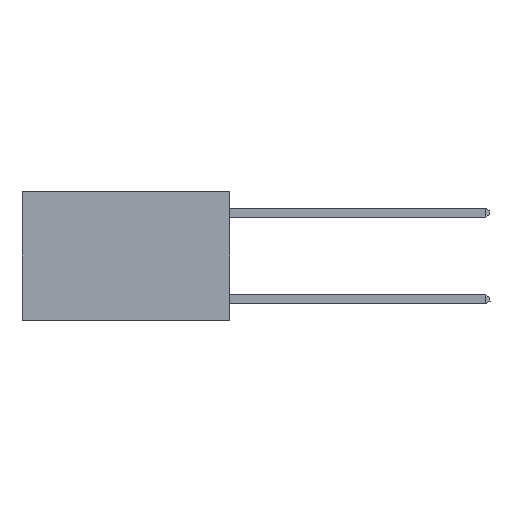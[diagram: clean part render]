
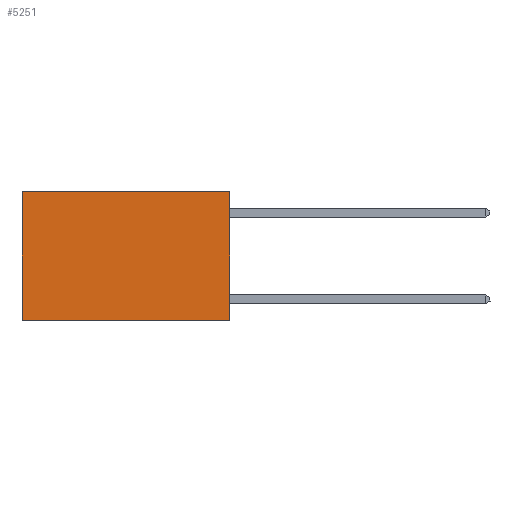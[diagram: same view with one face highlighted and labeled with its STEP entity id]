
A CAD part, left-side view. The second image highlights one B-rep face of the part: STEP entity #5251.
In plain terms, the highlighted planar face has unit normal (-1, 0, 0).
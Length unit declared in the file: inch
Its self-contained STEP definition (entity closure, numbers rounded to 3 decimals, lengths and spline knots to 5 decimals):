
#597 = VECTOR ( 'NONE', #3165, 39.37008 ) ;
#732 = CARTESIAN_POINT ( 'NONE',  ( 0.2625, 0., 0. ) ) ;
#762 = CARTESIAN_POINT ( 'NONE',  ( 0.2625, 0.6, 0. ) ) ;
#839 = LINE ( 'NONE', #3133, #597 ) ;
#869 = ORIENTED_EDGE ( 'NONE', *, *, #6987, .F. ) ;
#1091 = CARTESIAN_POINT ( 'NONE',  ( 0.2625, 0., -0.37 ) ) ;
#1516 = DIRECTION ( 'NONE',  ( 1., 0., 0. ) ) ;
#1772 = CARTESIAN_POINT ( 'NONE',  ( 0.2625, 0., 0. ) ) ;
#2336 = EDGE_LOOP ( 'NONE', ( #6772, #6992, #869, #3122 ) ) ;
#2522 = DIRECTION ( 'NONE',  ( 0., 0., -1. ) ) ;
#2996 = AXIS2_PLACEMENT_3D ( 'NONE', #2998, #1516, #6566 ) ;
#2998 = CARTESIAN_POINT ( 'NONE',  ( 0.2625, 0., 0. ) ) ;
#3122 = ORIENTED_EDGE ( 'NONE', *, *, #6033, .T. ) ;
#3133 = CARTESIAN_POINT ( 'NONE',  ( 0.2625, 0., -0.37 ) ) ;
#3165 = DIRECTION ( 'NONE',  ( 0., 1., 0. ) ) ;
#4060 = VERTEX_POINT ( 'NONE', #5206 ) ;
#4062 = VERTEX_POINT ( 'NONE', #762 ) ;
#4864 = CARTESIAN_POINT ( 'NONE',  ( 0.2625, 0., 0. ) ) ;
#5064 = DIRECTION ( 'NONE',  ( 0., 0., -1. ) ) ;
#5191 = PLANE ( 'NONE',  #2996 ) ;
#5206 = CARTESIAN_POINT ( 'NONE',  ( 0.2625, 0.6, -0.37 ) ) ;
#5251 = ADVANCED_FACE ( 'NONE', ( #7140 ), #5191, .F. ) ;
#5717 = VERTEX_POINT ( 'NONE', #4864 ) ;
#5933 = LINE ( 'NONE', #6456, #7844 ) ;
#6033 = EDGE_CURVE ( 'NONE', #5717, #4062, #6665, .T. ) ;
#6456 = CARTESIAN_POINT ( 'NONE',  ( 0.2625, 0.6, 0. ) ) ;
#6461 = VECTOR ( 'NONE', #6558, 39.37008 ) ;
#6558 = DIRECTION ( 'NONE',  ( 0., 1., 0. ) ) ;
#6566 = DIRECTION ( 'NONE',  ( 0., 0., -1. ) ) ;
#6665 = LINE ( 'NONE', #732, #6461 ) ;
#6772 = ORIENTED_EDGE ( 'NONE', *, *, #7762, .T. ) ;
#6987 = EDGE_CURVE ( 'NONE', #5717, #8793, #7479, .T. ) ;
#6992 = ORIENTED_EDGE ( 'NONE', *, *, #7453, .F. ) ;
#7140 = FACE_OUTER_BOUND ( 'NONE', #2336, .T. ) ;
#7453 = EDGE_CURVE ( 'NONE', #8793, #4060, #839, .T. ) ;
#7479 = LINE ( 'NONE', #1772, #8738 ) ;
#7762 = EDGE_CURVE ( 'NONE', #4062, #4060, #5933, .T. ) ;
#7844 = VECTOR ( 'NONE', #5064, 39.37008 ) ;
#8738 = VECTOR ( 'NONE', #2522, 39.37008 ) ;
#8793 = VERTEX_POINT ( 'NONE', #1091 ) ;
